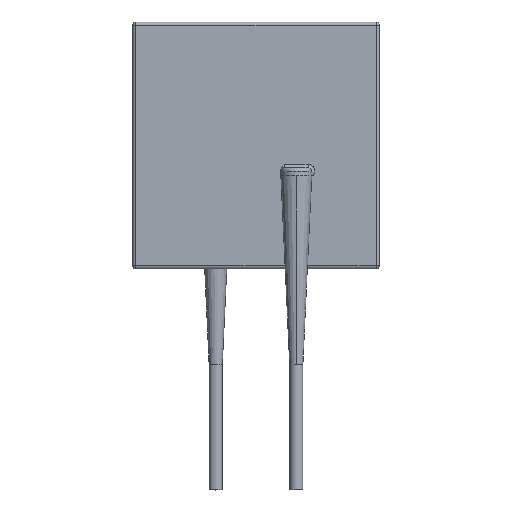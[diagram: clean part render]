
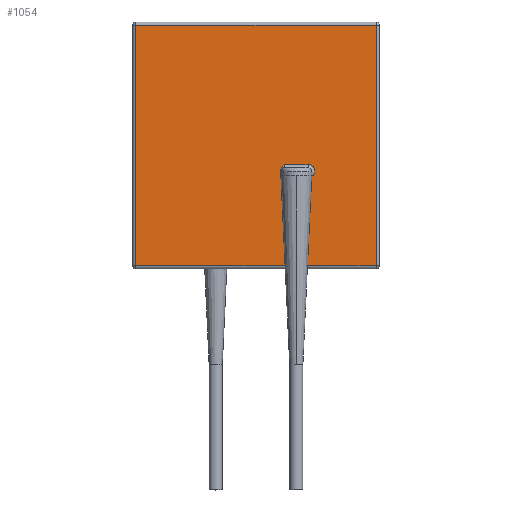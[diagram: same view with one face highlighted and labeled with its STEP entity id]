
A CAD part, top view. The second image highlights one B-rep face of the part: STEP entity #1054.
In plain terms, the highlighted planar face has unit normal (0, 0, 1).
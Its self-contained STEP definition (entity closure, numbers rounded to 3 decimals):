
#229=DIRECTION('',(1.,0.,0.));
#230=VECTOR('',#229,9.177);
#231=CARTESIAN_POINT('',(-7.39,-7.39,0.6));
#232=LINE('',#231,#230);
#233=DIRECTION('',(0.,-1.,0.));
#234=VECTOR('',#233,14.78);
#235=CARTESIAN_POINT('',(-7.39,7.39,0.6));
#236=LINE('',#235,#234);
#237=DIRECTION('',(-1.,0.,0.));
#238=VECTOR('',#237,14.78);
#239=CARTESIAN_POINT('',(7.39,7.39,0.6));
#240=LINE('',#239,#238);
#241=DIRECTION('',(0.,1.,0.));
#242=VECTOR('',#241,14.78);
#243=CARTESIAN_POINT('',(7.39,-7.39,0.6));
#244=LINE('',#243,#242);
#245=DIRECTION('',(1.,0.,0.));
#246=VECTOR('',#245,4.221);
#247=CARTESIAN_POINT('',(3.169,-7.39,0.6));
#248=LINE('',#247,#246);
#249=DIRECTION('',(-0.047,-0.999,0.));
#250=VECTOR('',#249,5.483);
#251=CARTESIAN_POINT('',(3.426,-1.913,0.6));
#252=LINE('',#251,#250);
#253=CARTESIAN_POINT('',(3.201,-1.178,0.6));
#254=CARTESIAN_POINT('',(3.229,-1.178,0.6));
#255=CARTESIAN_POINT('',(3.283,-1.183,0.6));
#256=CARTESIAN_POINT('',(3.36,-1.206,0.6));
#257=CARTESIAN_POINT('',(3.431,-1.244,0.6));
#258=CARTESIAN_POINT('',(3.493,-1.293,0.6));
#259=CARTESIAN_POINT('',(3.544,-1.354,0.6));
#260=CARTESIAN_POINT('',(3.581,-1.422,0.6));
#261=CARTESIAN_POINT('',(3.605,-1.497,0.6));
#262=CARTESIAN_POINT('',(3.613,-1.575,0.6));
#263=CARTESIAN_POINT('',(3.606,-1.653,0.6));
#264=CARTESIAN_POINT('',(3.583,-1.73,0.6));
#265=CARTESIAN_POINT('',(3.544,-1.801,0.6));
#266=CARTESIAN_POINT('',(3.492,-1.864,0.6));
#267=CARTESIAN_POINT('',(3.45,-1.898,0.6));
#268=CARTESIAN_POINT('',(3.426,-1.913,0.6));
#270=DIRECTION('',(-1.,0.,0.));
#271=VECTOR('',#270,1.446);
#272=CARTESIAN_POINT('',(3.201,-1.178,0.6));
#273=LINE('',#272,#271);
#274=CARTESIAN_POINT('',(1.755,-1.178,0.6));
#275=CARTESIAN_POINT('',(1.732,-1.201,0.6));
#276=CARTESIAN_POINT('',(1.686,-1.243,0.6));
#277=CARTESIAN_POINT('',(1.626,-1.3,0.6));
#278=CARTESIAN_POINT('',(1.58,-1.358,0.6));
#279=CARTESIAN_POINT('',(1.549,-1.416,0.6));
#280=CARTESIAN_POINT('',(1.532,-1.471,0.6));
#281=CARTESIAN_POINT('',(1.528,-1.507,0.6));
#282=CARTESIAN_POINT('',(1.528,-1.524,0.6));
#284=DIRECTION('',(0.,1.,0.));
#285=VECTOR('',#284,0.354);
#286=CARTESIAN_POINT('',(1.528,-1.878,0.6));
#287=LINE('',#286,#285);
#288=DIRECTION('',(-0.047,0.999,0.));
#289=VECTOR('',#288,5.518);
#290=CARTESIAN_POINT('',(1.787,-7.39,0.6));
#291=LINE('',#290,#289);
#658=CARTESIAN_POINT('',(1.528,-1.878,0.6));
#659=VERTEX_POINT('',#658);
#660=CARTESIAN_POINT('',(3.201,-1.178,0.6));
#661=CARTESIAN_POINT('',(1.755,-1.178,0.6));
#662=VERTEX_POINT('',#660);
#663=VERTEX_POINT('',#661);
#676=CARTESIAN_POINT('',(1.528,-1.524,0.6));
#677=VERTEX_POINT('',#676);
#682=VERTEX_POINT('',#268);
#692=CARTESIAN_POINT('',(-7.39,-7.39,0.6));
#693=CARTESIAN_POINT('',(1.787,-7.39,0.6));
#694=VERTEX_POINT('',#692);
#695=VERTEX_POINT('',#693);
#714=CARTESIAN_POINT('',(-7.39,7.39,0.6));
#715=VERTEX_POINT('',#714);
#724=CARTESIAN_POINT('',(3.169,-7.39,0.6));
#725=CARTESIAN_POINT('',(7.39,-7.39,0.6));
#726=VERTEX_POINT('',#724);
#727=VERTEX_POINT('',#725);
#736=CARTESIAN_POINT('',(7.39,7.39,0.6));
#737=VERTEX_POINT('',#736);
#1028=CARTESIAN_POINT('',(0.,0.,0.6));
#1029=DIRECTION('',(0.,0.,1.));
#1030=DIRECTION('',(1.,0.,0.));
#1031=AXIS2_PLACEMENT_3D('',#1028,#1029,#1030);
#1032=PLANE('',#1031);
#1033=ORIENTED_EDGE('',*,*,#968,.F.);
#1034=ORIENTED_EDGE('',*,*,#996,.F.);
#1035=ORIENTED_EDGE('',*,*,#1019,.F.);
#1037=ORIENTED_EDGE('',*,*,#1036,.F.);
#1039=ORIENTED_EDGE('',*,*,#1038,.F.);
#1041=ORIENTED_EDGE('',*,*,#1040,.F.);
#1043=ORIENTED_EDGE('',*,*,#1042,.F.);
#1045=ORIENTED_EDGE('',*,*,#1044,.T.);
#1047=ORIENTED_EDGE('',*,*,#1046,.T.);
#1049=ORIENTED_EDGE('',*,*,#1048,.F.);
#1051=ORIENTED_EDGE('',*,*,#1050,.F.);
#1052=EDGE_LOOP('',(#1033,#1034,#1035,#1037,#1039,#1041,#1043,#1045,#1047,#1049,
#1051));
#1053=FACE_OUTER_BOUND('',#1052,.F.);
#269=B_SPLINE_CURVE_WITH_KNOTS('',3,(#253,#254,#255,#256,#257,#258,#259,#260,
#261,#262,#263,#264,#265,#266,#267,#268),.UNSPECIFIED.,.F.,.F.,(4,1,1,1,1,1,1,1,
1,1,1,1,1,4),(0.,0.077,0.154,0.231,
0.308,0.385,0.462,0.538,
0.615,0.692,0.769,0.846,
0.923,1.),.UNSPECIFIED.);
#283=B_SPLINE_CURVE_WITH_KNOTS('',3,(#274,#275,#276,#277,#278,#279,#280,#281,
#282),.UNSPECIFIED.,.F.,.F.,(4,1,1,1,1,1,4),(0.,0.167,
0.333,0.5,0.667,0.833,1.),
.UNSPECIFIED.);
#968=EDGE_CURVE('',#694,#695,#232,.T.);
#996=EDGE_CURVE('',#715,#694,#236,.T.);
#1019=EDGE_CURVE('',#737,#715,#240,.T.);
#1036=EDGE_CURVE('',#727,#737,#244,.T.);
#1038=EDGE_CURVE('',#726,#727,#248,.T.);
#1040=EDGE_CURVE('',#682,#726,#252,.T.);
#1042=EDGE_CURVE('',#662,#682,#269,.T.);
#1044=EDGE_CURVE('',#662,#663,#273,.T.);
#1046=EDGE_CURVE('',#663,#677,#283,.T.);
#1048=EDGE_CURVE('',#659,#677,#287,.T.);
#1050=EDGE_CURVE('',#695,#659,#291,.T.);
#1054=ADVANCED_FACE('',(#1053),#1032,.T.);
